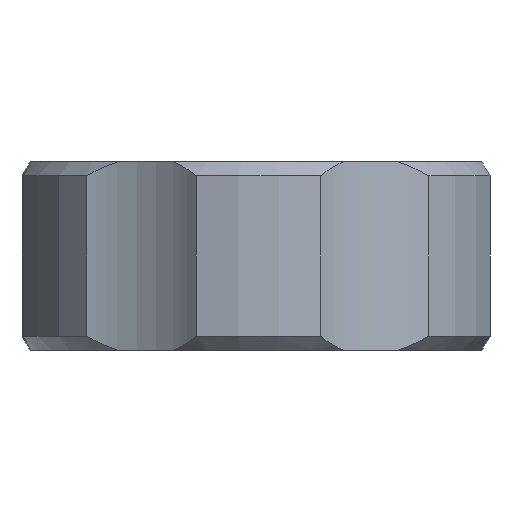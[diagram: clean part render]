
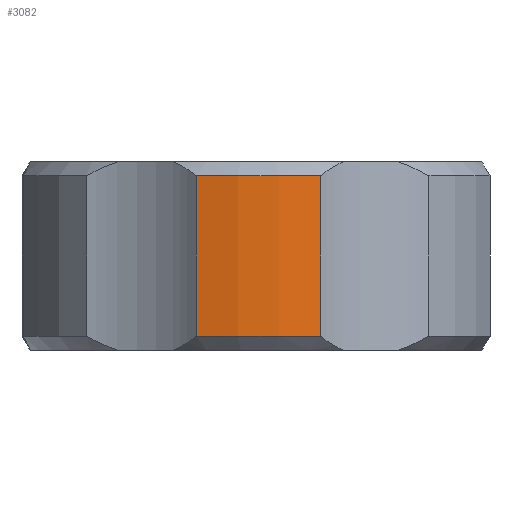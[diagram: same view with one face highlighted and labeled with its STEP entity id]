
A CAD part, front view. The second image highlights one B-rep face of the part: STEP entity #3082.
In plain terms, the highlighted cylindrical face has radius 17.35 mm (diameter 34.7 mm), a partial arc.
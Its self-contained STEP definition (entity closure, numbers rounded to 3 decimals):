
#306 = CYLINDRICAL_SURFACE('',#307,14.);
#307 = AXIS2_PLACEMENT_3D('',#308,#309,#310);
#308 = CARTESIAN_POINT('',(-14.735,-26.132,
    0.));
#309 = DIRECTION('',(0.,0.,-1.));
#310 = DIRECTION('',(-1.,0.,0.));
#335 = CONICAL_SURFACE('',#336,17.35,0.785);
#336 = AXIS2_PLACEMENT_3D('',#337,#338,#339);
#337 = CARTESIAN_POINT('',(0.,0.,45.));
#338 = DIRECTION('',(0.,0.,1.));
#339 = DIRECTION('',(1.,0.,0.));
#362 = CYLINDRICAL_SURFACE('',#363,14.);
#363 = AXIS2_PLACEMENT_3D('',#364,#365,#366);
#364 = CARTESIAN_POINT('',(15.264,-25.827,0.));
#365 = DIRECTION('',(0.,0.,-1.));
#366 = DIRECTION('',(-0.5,-0.866,0.));
#516 = VERTEX_POINT('',#517);
#517 = CARTESIAN_POINT('',(4.63,-16.721,45.));
#651 = VERTEX_POINT('',#652);
#652 = CARTESIAN_POINT('',(4.63,-16.721,56.5));
#676 = CONICAL_SURFACE('',#677,17.35,0.785);
#677 = AXIS2_PLACEMENT_3D('',#678,#679,#680);
#678 = CARTESIAN_POINT('',(0.,0.,56.5));
#679 = DIRECTION('',(-0.,0.,-1.));
#680 = DIRECTION('',(1.,0.,0.));
#693 = EDGE_CURVE('',#516,#651,#694,.T.);
#694 = SURFACE_CURVE('',#695,(#699,#706),.PCURVE_S1.);
#695 = LINE('',#696,#697);
#696 = CARTESIAN_POINT('',(4.63,-16.721,44.));
#697 = VECTOR('',#698,1.);
#698 = DIRECTION('',(0.,0.,1.));
#699 = PCURVE('',#362,#700);
#700 = DEFINITIONAL_REPRESENTATION('',(#701),#705);
#701 = LINE('',#702,#703);
#702 = CARTESIAN_POINT('',(-4.528,-44.));
#703 = VECTOR('',#704,1.);
#704 = DIRECTION('',(-0.,-1.));
#705 = ( GEOMETRIC_REPRESENTATION_CONTEXT(2) 
PARAMETRIC_REPRESENTATION_CONTEXT() REPRESENTATION_CONTEXT('2D SPACE',''
  ) );
#706 = PCURVE('',#707,#712);
#707 = CYLINDRICAL_SURFACE('',#708,17.35);
#708 = AXIS2_PLACEMENT_3D('',#709,#710,#711);
#709 = CARTESIAN_POINT('',(0.,0.,44.));
#710 = DIRECTION('',(0.,0.,1.));
#711 = DIRECTION('',(1.,0.,0.));
#712 = DEFINITIONAL_REPRESENTATION('',(#713),#717);
#713 = LINE('',#714,#715);
#714 = CARTESIAN_POINT('',(-1.301,0.));
#715 = VECTOR('',#716,1.);
#716 = DIRECTION('',(-0.,1.));
#717 = ( GEOMETRIC_REPRESENTATION_CONTEXT(2) 
PARAMETRIC_REPRESENTATION_CONTEXT() REPRESENTATION_CONTEXT('2D SPACE',''
  ) );
#725 = VERTEX_POINT('',#726);
#726 = CARTESIAN_POINT('',(-4.288,-16.812,45.));
#762 = EDGE_CURVE('',#516,#725,#763,.T.);
#763 = SURFACE_CURVE('',#764,(#769,#776),.PCURVE_S1.);
#764 = CIRCLE('',#765,17.35);
#765 = AXIS2_PLACEMENT_3D('',#766,#767,#768);
#766 = CARTESIAN_POINT('',(0.,0.,45.));
#767 = DIRECTION('',(0.,0.,-1.));
#768 = DIRECTION('',(1.,0.,0.));
#769 = PCURVE('',#335,#770);
#770 = DEFINITIONAL_REPRESENTATION('',(#771),#775);
#771 = LINE('',#772,#773);
#772 = CARTESIAN_POINT('',(-0.,0.));
#773 = VECTOR('',#774,1.);
#774 = DIRECTION('',(-1.,0.));
#775 = ( GEOMETRIC_REPRESENTATION_CONTEXT(2) 
PARAMETRIC_REPRESENTATION_CONTEXT() REPRESENTATION_CONTEXT('2D SPACE',''
  ) );
#776 = PCURVE('',#707,#777);
#777 = DEFINITIONAL_REPRESENTATION('',(#778),#782);
#778 = LINE('',#779,#780);
#779 = CARTESIAN_POINT('',(-0.,1.));
#780 = VECTOR('',#781,1.);
#781 = DIRECTION('',(-1.,0.));
#782 = ( GEOMETRIC_REPRESENTATION_CONTEXT(2) 
PARAMETRIC_REPRESENTATION_CONTEXT() REPRESENTATION_CONTEXT('2D SPACE',''
  ) );
#827 = EDGE_CURVE('',#725,#828,#830,.T.);
#828 = VERTEX_POINT('',#829);
#829 = CARTESIAN_POINT('',(-4.288,-16.812,56.5));
#830 = SURFACE_CURVE('',#831,(#835,#842),.PCURVE_S1.);
#831 = LINE('',#832,#833);
#832 = CARTESIAN_POINT('',(-4.288,-16.812,44.));
#833 = VECTOR('',#834,1.);
#834 = DIRECTION('',(0.,0.,1.));
#835 = PCURVE('',#306,#836);
#836 = DEFINITIONAL_REPRESENTATION('',(#837),#841);
#837 = LINE('',#838,#839);
#838 = CARTESIAN_POINT('',(-3.87,-44.));
#839 = VECTOR('',#840,1.);
#840 = DIRECTION('',(-0.,-1.));
#841 = ( GEOMETRIC_REPRESENTATION_CONTEXT(2) 
PARAMETRIC_REPRESENTATION_CONTEXT() REPRESENTATION_CONTEXT('2D SPACE',''
  ) );
#842 = PCURVE('',#707,#843);
#843 = DEFINITIONAL_REPRESENTATION('',(#844),#848);
#844 = LINE('',#845,#846);
#845 = CARTESIAN_POINT('',(-1.821,0.));
#846 = VECTOR('',#847,1.);
#847 = DIRECTION('',(-0.,1.));
#848 = ( GEOMETRIC_REPRESENTATION_CONTEXT(2) 
PARAMETRIC_REPRESENTATION_CONTEXT() REPRESENTATION_CONTEXT('2D SPACE',''
  ) );
#3082 = ADVANCED_FACE('',(#3083),#707,.T.);
#3083 = FACE_BOUND('',#3084,.F.);
#3084 = EDGE_LOOP('',(#3085,#3086,#3087,#3088));
#3085 = ORIENTED_EDGE('',*,*,#693,.F.);
#3086 = ORIENTED_EDGE('',*,*,#762,.T.);
#3087 = ORIENTED_EDGE('',*,*,#827,.T.);
#3088 = ORIENTED_EDGE('',*,*,#3089,.F.);
#3089 = EDGE_CURVE('',#651,#828,#3090,.T.);
#3090 = SURFACE_CURVE('',#3091,(#3096,#3103),.PCURVE_S1.);
#3091 = CIRCLE('',#3092,17.35);
#3092 = AXIS2_PLACEMENT_3D('',#3093,#3094,#3095);
#3093 = CARTESIAN_POINT('',(0.,0.,56.5));
#3094 = DIRECTION('',(0.,0.,-1.));
#3095 = DIRECTION('',(1.,0.,0.));
#3096 = PCURVE('',#707,#3097);
#3097 = DEFINITIONAL_REPRESENTATION('',(#3098),#3102);
#3098 = LINE('',#3099,#3100);
#3099 = CARTESIAN_POINT('',(-0.,12.5));
#3100 = VECTOR('',#3101,1.);
#3101 = DIRECTION('',(-1.,0.));
#3102 = ( GEOMETRIC_REPRESENTATION_CONTEXT(2) 
PARAMETRIC_REPRESENTATION_CONTEXT() REPRESENTATION_CONTEXT('2D SPACE',''
  ) );
#3103 = PCURVE('',#676,#3104);
#3104 = DEFINITIONAL_REPRESENTATION('',(#3105),#3109);
#3105 = LINE('',#3106,#3107);
#3106 = CARTESIAN_POINT('',(0.,-0.));
#3107 = VECTOR('',#3108,1.);
#3108 = DIRECTION('',(1.,-0.));
#3109 = ( GEOMETRIC_REPRESENTATION_CONTEXT(2) 
PARAMETRIC_REPRESENTATION_CONTEXT() REPRESENTATION_CONTEXT('2D SPACE',''
  ) );
